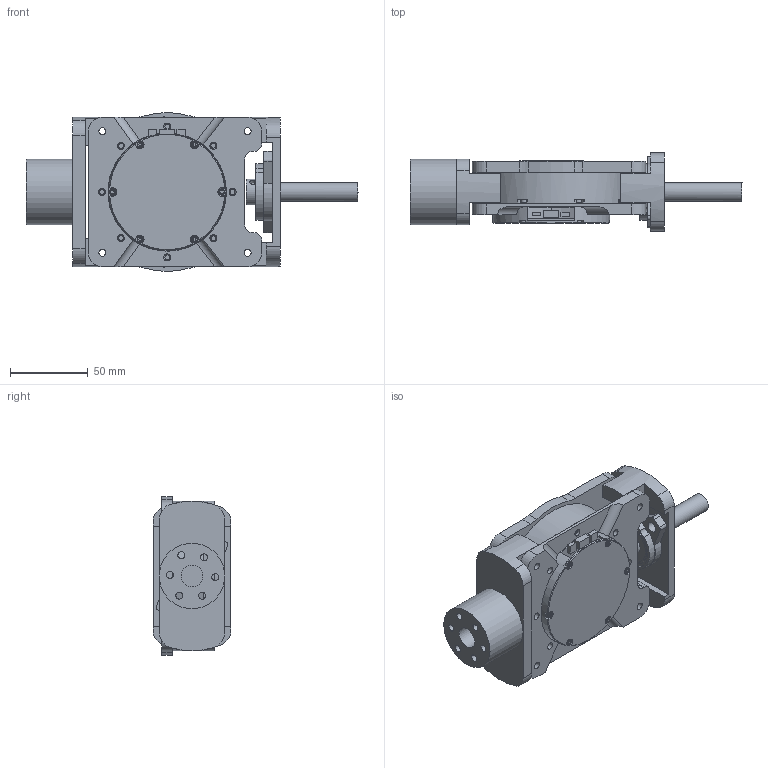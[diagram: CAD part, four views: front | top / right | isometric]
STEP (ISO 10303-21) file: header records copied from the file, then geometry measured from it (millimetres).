
FILE_DESCRIPTION(/* description */ (''),/* implementation_level */ '2;1');
FILE_NAME(/* name */ '2023.200.000 - Бедро.stp',/* time_stamp */ '2024-06-25T20:11:27+03:00',/* author */ (''),/* organization */ (''),/* preprocessor_version */ 'ST-DEVELOPER v16.7',/* originating_system */ 'SIEMENS PLM Software NX 12.0',/* authorisation */ '');
FILE_SCHEMA (('AUTOMOTIVE_DESIGN { 1 0 10303 214 3 1 1 1 }'));
Length unit declared in the file: millimetre
Products named in the file (1): user31946447na7d
Bounding box: 213.2 x 50 x 102 mm (x, y, z)
Volume: 375338.5 mm3; surface area: 119542 mm2
Topology: 11 solids, 14 shells, 791 faces, 2090 edges, 1400 vertices
Faces by surface type: plane 355, cylinder 314, cone 100, torus 16, sphere 6
Full cylindrical faces by diameter (mm): 3 x1, 3.242 x19, 3.5 x6, 4 x6, 4.2 x2, 4.5 x48, 6.5 x2, 7 x2, 8.4 x1, 10 x1, 12 x1, 12.1 x1, 14 x4, 16.55 x2, 27 x2, 29 x2, 33 x1, 42 x1, 60 x1, 74 x1, 76 x1, 96 x1
Entity records: 25411 total; most frequent: DIRECTION 4524, CARTESIAN_POINT 4477, ORIENTED_EDGE 4018, EDGE_CURVE 2009, AXIS2_PLACEMENT_3D 1744, VERTEX_POINT 1386, LINE 1036, VECTOR 1036
